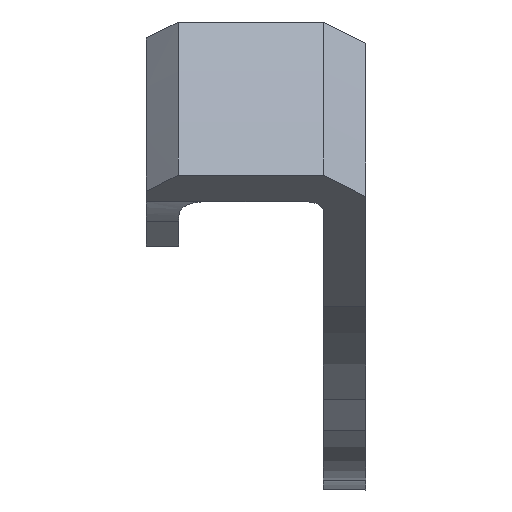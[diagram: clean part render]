
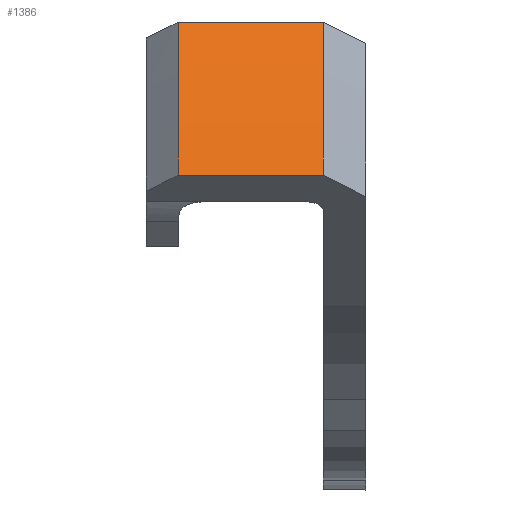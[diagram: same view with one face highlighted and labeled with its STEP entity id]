
A CAD part, left-side view. The second image highlights one B-rep face of the part: STEP entity #1386.
In plain terms, the highlighted cylindrical face has radius 56.258 mm (diameter 112.516 mm), a partial arc.
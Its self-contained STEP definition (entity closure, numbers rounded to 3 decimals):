
#85 = CARTESIAN_POINT ( 'NONE',  ( -46.028, 2.4, 32.348 ) ) ;
#118 = ORIENTED_EDGE ( 'NONE', *, *, #1155, .T. ) ;
#125 = CARTESIAN_POINT ( 'NONE',  ( -46.028, 12.4, 32.348 ) ) ;
#203 = CARTESIAN_POINT ( 'NONE',  ( 0., 12.4, 0. ) ) ;
#255 = EDGE_LOOP ( 'NONE', ( #896, #118, #579, #1341 ) ) ;
#318 = VERTEX_POINT ( 'NONE', #1001 ) ;
#350 = DIRECTION ( 'NONE',  ( 0., 1., 0. ) ) ;
#395 = CARTESIAN_POINT ( 'NONE',  ( 0., 10.6, 0. ) ) ;
#402 = AXIS2_PLACEMENT_3D ( 'NONE', #203, #905, #911 ) ;
#439 = CARTESIAN_POINT ( 'NONE',  ( -46.028, 10.6, 32.348 ) ) ;
#464 = DIRECTION ( 'NONE',  ( 0., -1., 0. ) ) ;
#468 = AXIS2_PLACEMENT_3D ( 'NONE', #1476, #350, #1322 ) ;
#500 = CIRCLE ( 'NONE', #468, 56.258 ) ;
#579 = ORIENTED_EDGE ( 'NONE', *, *, #1082, .T. ) ;
#588 = VERTEX_POINT ( 'NONE', #1450 ) ;
#616 = DIRECTION ( 'NONE',  ( 0., -1., 0. ) ) ;
#619 = VERTEX_POINT ( 'NONE', #85 ) ;
#733 = LINE ( 'NONE', #1464, #1039 ) ;
#896 = ORIENTED_EDGE ( 'NONE', *, *, #1049, .F. ) ;
#905 = DIRECTION ( 'NONE',  ( 0., -1., 0. ) ) ;
#911 = DIRECTION ( 'NONE',  ( 0., 0., -1. ) ) ;
#938 = LINE ( 'NONE', #125, #1269 ) ;
#1001 = CARTESIAN_POINT ( 'NONE',  ( -51.028, 2.4, 23.687 ) ) ;
#1039 = VECTOR ( 'NONE', #1442, 1000. ) ;
#1049 = EDGE_CURVE ( 'NONE', #1295, #619, #938, .T. ) ;
#1082 = EDGE_CURVE ( 'NONE', #588, #318, #733, .T. ) ;
#1094 = EDGE_CURVE ( 'NONE', #318, #619, #500, .T. ) ;
#1155 = EDGE_CURVE ( 'NONE', #1295, #588, #1478, .T. ) ;
#1269 = VECTOR ( 'NONE', #464, 1000. ) ;
#1287 = FACE_OUTER_BOUND ( 'NONE', #255, .T. ) ;
#1295 = VERTEX_POINT ( 'NONE', #439 ) ;
#1322 = DIRECTION ( 'NONE',  ( 0., 0., -1. ) ) ;
#1341 = ORIENTED_EDGE ( 'NONE', *, *, #1094, .T. ) ;
#1369 = AXIS2_PLACEMENT_3D ( 'NONE', #395, #616, #1375 ) ;
#1375 = DIRECTION ( 'NONE',  ( 0., 0., -1. ) ) ;
#1386 = ADVANCED_FACE ( 'NONE', ( #1287 ), #1532, .T. ) ;
#1442 = DIRECTION ( 'NONE',  ( 0., -1., 0. ) ) ;
#1450 = CARTESIAN_POINT ( 'NONE',  ( -51.028, 10.6, 23.687 ) ) ;
#1464 = CARTESIAN_POINT ( 'NONE',  ( -51.028, 12.4, 23.687 ) ) ;
#1476 = CARTESIAN_POINT ( 'NONE',  ( 0., 2.4, 0. ) ) ;
#1478 = CIRCLE ( 'NONE', #1369, 56.258 ) ;
#1532 = CYLINDRICAL_SURFACE ( 'NONE', #402, 56.258 ) ;
